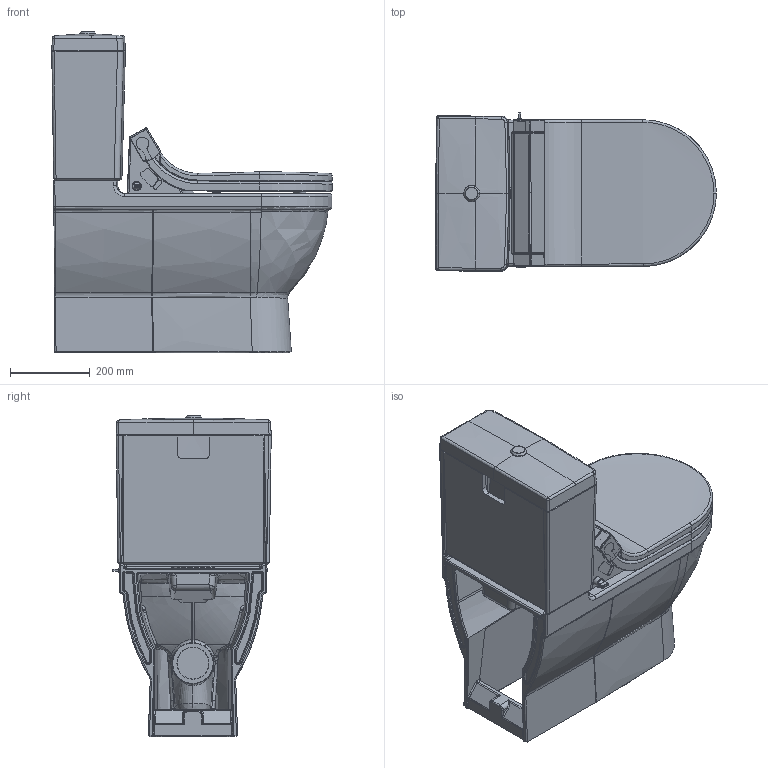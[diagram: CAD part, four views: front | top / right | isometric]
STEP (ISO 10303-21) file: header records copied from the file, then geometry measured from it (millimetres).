
FILE_DESCRIPTION((''),'2;1');
FILE_NAME('214109_610000.stp','2011-06-08T15:45:01',('Administrator'),(''),'Autodesk Inventor 2011','Autodesk Inventor 2011','');
FILE_SCHEMA(('AUTOMOTIVE_DESIGN { 1 0 10303 214 1 1 1 1 }'));
Length unit declared in the file: millimetre
Products named in the file (20): 214109_610000; 214109; 092000; SPK Taster; 610000; F2030-1001_CASE-ASSY_ASM; 1F215-00-01_DECORATIVE-COVER; 1F219-00-01_SEAT-LID; F22030-1001_SEAT-MODULE_ASM; 1F221-A0-01_TOP-CASE; 1F218-B0-01_SEAT-BUFFER; 1F216-B0-01_INFRARED-FILTER; 103227_BUTTON-MEMBRANE; 1F214-A0-01_HINGE-COVER; 1F214-B0-01_HINGE-COVER; 1F218-A0-01_LID-BUFFER; RC-FILTER-NEW; 1F220-00-01_BODY-CASEn; 103226; SR
Assembly tree (25 placements, depth 5):
  214109_610000
    214109
    092000
    SPK Taster
    610000
      F2030-1001_CASE-ASSY_ASM
        1F215-00-01_DECORATIVE-COVER
        1F219-00-01_SEAT-LID
        F22030-1001_SEAT-MODULE_ASM
          1F221-A0-01_TOP-CASE
          1F218-B0-01_SEAT-BUFFER  x4
        1F216-B0-01_INFRARED-FILTER
        103227_BUTTON-MEMBRANE
        1F214-A0-01_HINGE-COVER
        1F214-B0-01_HINGE-COVER
        1F218-A0-01_LID-BUFFER  x4
        RC-FILTER-NEW
        1F220-00-01_BODY-CASEn
      103226
      SR
Bounding box: 705.83 x 398.64 x 808.74 mm (x, y, z)
Volume: 35825808.2 mm3; surface area: 3748874.6 mm2
Topology: 23 solids, 23 shells, 1415 faces, 3431 edges, 2039 vertices
Faces by surface type: bspline 813, cylinder 260, plane 258, sphere 34, torus 33, cone 17
Full cylindrical faces by diameter (mm): 5.264 x1, 12 x2, 15 x2, 15.2 x8, 19 x2, 20 x2, 23 x1, 40 x1, 64 x1, 80 x1
Entity records: 196233 total; most frequent: CARTESIAN_POINT 167580, ORIENTED_EDGE 6492, DIRECTION 4223, EDGE_CURVE 3246, VERTEX_POINT 1965, AXIS2_PLACEMENT_3D 1676, EDGE_LOOP 1415, FACE_OUTER_BOUND 1358
